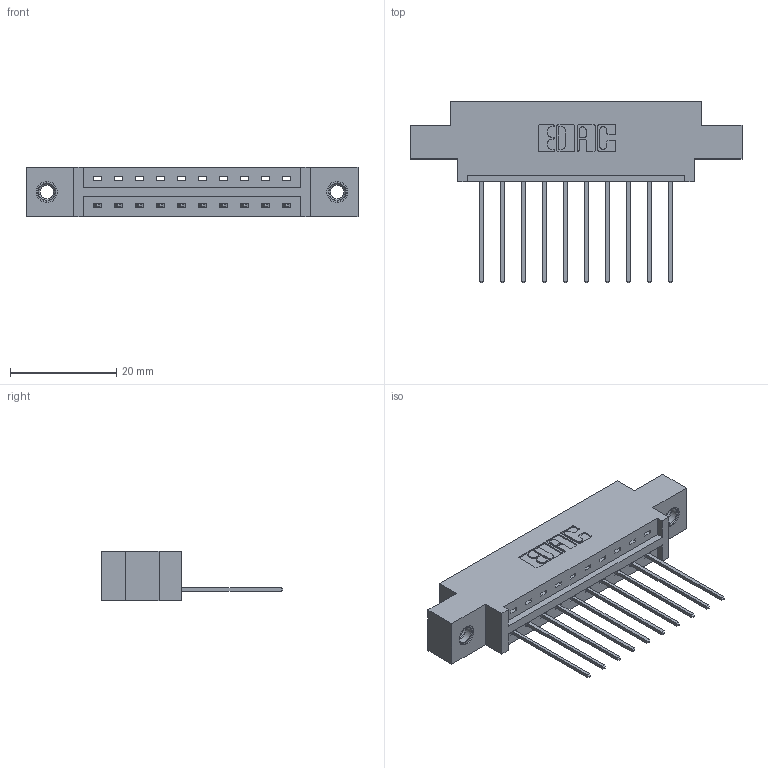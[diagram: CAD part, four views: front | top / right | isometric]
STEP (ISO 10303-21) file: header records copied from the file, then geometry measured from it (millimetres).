
FILE_DESCRIPTION (( 'STEP AP203' ), '1' );
FILE_NAME ('387-010-541-607.STEP', '2018-09-10T07:13:29', ( '' ), ( '' ), 'SwSTEP 2.0', 'SolidWorks 2016', '' );
FILE_SCHEMA (( 'CONFIG_CONTROL_DESIGN' ));
Length unit declared in the file: inch
Products named in the file (4): 345-292-001_345-293-141; 345-250-001_345-250-005-103; 387-010-541-607; 337 Part_0.170 Offset - 0.156 Dia-TI
Assembly tree (13 placements, depth 2):
  387-010-541-607
    337 Part_0.170 Offset - 0.156 Dia-TI
    345-292-001_345-293-141  x10
    345-250-001_345-250-005-103  x2
Bounding box: 62.64 x 34.3 x 9.4 mm (x, y, z)
Volume: 6011.5 mm3; surface area: 6374.9 mm2
Topology: 13 solids, 13 shells, 798 faces, 2339 edges, 1538 vertices
Faces by surface type: plane 566, cylinder 216, cone 12, torus 4
Entity records: 12908 total; most frequent: CARTESIAN_POINT 2227, ORIENTED_EDGE 2166, DIRECTION 1973, EDGE_CURVE 1083, VECTOR 935, LINE 935, VERTEX_POINT 716, AXIS2_PLACEMENT_3D 519
